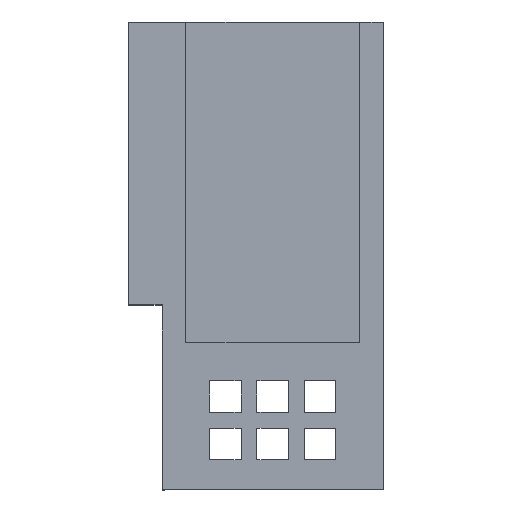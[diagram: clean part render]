
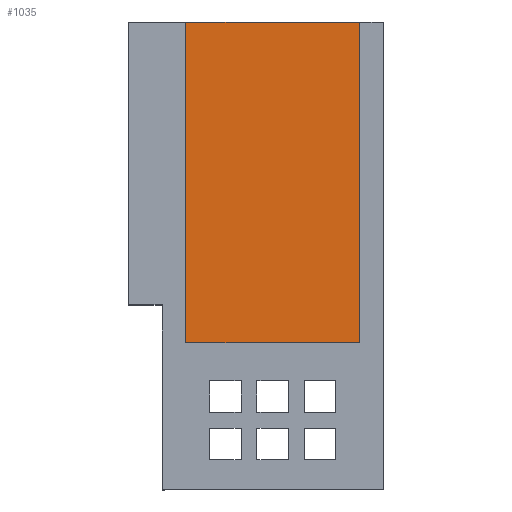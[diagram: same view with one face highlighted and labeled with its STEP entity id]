
A CAD part, top view. The second image highlights one B-rep face of the part: STEP entity #1035.
In plain terms, the highlighted face is planar.
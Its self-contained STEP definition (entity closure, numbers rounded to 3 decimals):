
#53=PLANE('',#1108);
#103=FACE_OUTER_BOUND('',#163,.T.);
#163=EDGE_LOOP('',(#835,#836,#837,#838));
#271=LINE('',#1553,#407);
#275=LINE('',#1560,#411);
#277=LINE('',#1565,#413);
#279=LINE('',#1568,#415);
#407=VECTOR('',#1259,10.);
#411=VECTOR('',#1265,10.);
#413=VECTOR('',#1269,10.);
#415=VECTOR('',#1273,10.);
#545=VERTEX_POINT('',#1550);
#546=VERTEX_POINT('',#1552);
#548=VERTEX_POINT('',#1558);
#550=VERTEX_POINT('',#1564);
#655=EDGE_CURVE('',#545,#546,#271,.T.);
#659=EDGE_CURVE('',#548,#545,#275,.T.);
#661=EDGE_CURVE('',#546,#550,#277,.T.);
#663=EDGE_CURVE('',#550,#548,#279,.T.);
#835=ORIENTED_EDGE('',*,*,#661,.F.);
#836=ORIENTED_EDGE('',*,*,#655,.F.);
#837=ORIENTED_EDGE('',*,*,#659,.F.);
#838=ORIENTED_EDGE('',*,*,#663,.F.);
#1035=ADVANCED_FACE('',(#103),#53,.F.);
#1108=AXIS2_PLACEMENT_3D('',#1567,#1271,#1272);
#1259=DIRECTION('',(-1.,0.,0.));
#1265=DIRECTION('',(0.,1.,0.));
#1269=DIRECTION('',(0.,-1.,0.));
#1271=DIRECTION('center_axis',(0.,0.,1.));
#1272=DIRECTION('ref_axis',(1.,0.,0.));
#1273=DIRECTION('',(1.,0.,0.));
#1550=CARTESIAN_POINT('',(27.5,27.5,2.));
#1552=CARTESIAN_POINT('',(-27.5,27.5,2.));
#1553=CARTESIAN_POINT('',(25.8,27.5,2.));
#1558=CARTESIAN_POINT('',(27.5,-74.,2.));
#1560=CARTESIAN_POINT('',(27.5,-74.,2.));
#1564=CARTESIAN_POINT('',(-27.5,-74.,2.));
#1565=CARTESIAN_POINT('',(-27.5,27.5,2.));
#1567=CARTESIAN_POINT('Origin',(0.,-23.25,2.));
#1568=CARTESIAN_POINT('',(-22.792,-74.,2.));
